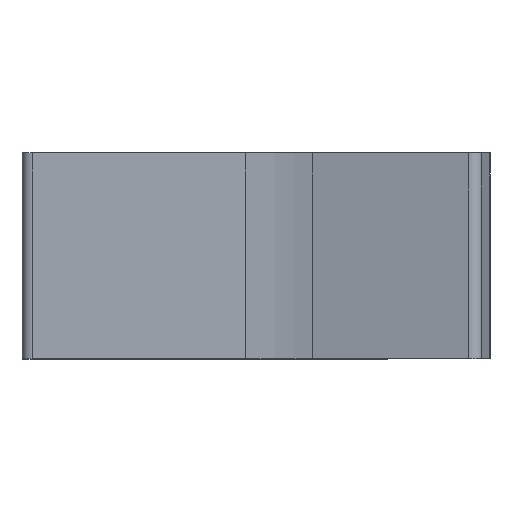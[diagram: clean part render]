
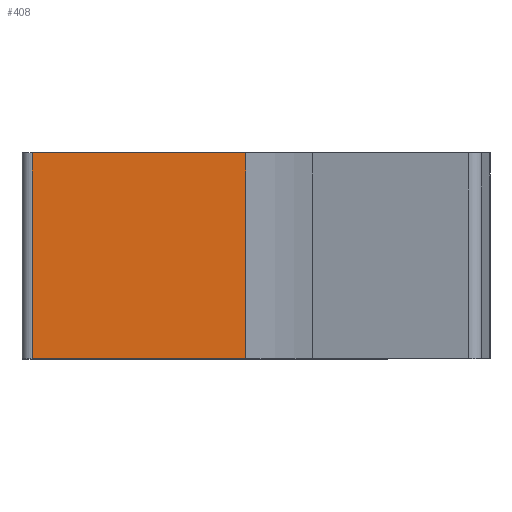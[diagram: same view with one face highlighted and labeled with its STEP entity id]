
A CAD part, top view. The second image highlights one B-rep face of the part: STEP entity #408.
In plain terms, the highlighted free-form (B-spline) face has degree [1, 1] with [2, 2] control points.
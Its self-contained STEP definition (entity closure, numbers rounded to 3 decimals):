
#61 = VERTEX_POINT('',#62);
#62 = CARTESIAN_POINT('',(16.63,-18.059,21.22
    ));
#68 = EDGE_CURVE('',#69,#61,#71,.T.);
#69 = VERTEX_POINT('',#70);
#70 = CARTESIAN_POINT('',(-20.768,-18.059,21.22
    ));
#71 = B_SPLINE_CURVE_WITH_KNOTS('',1,(#72,#73),.UNSPECIFIED.,.F.,.F.,(2,
    2),(2.,43.417),.PIECEWISE_BEZIER_KNOTS.);
#72 = CARTESIAN_POINT('',(-20.768,-18.059,21.22
    ));
#73 = CARTESIAN_POINT('',(16.63,-18.059,21.22
    ));
#408 = ADVANCED_FACE('',(#409),#431,.T.);
#409 = FACE_BOUND('',#410,.T.);
#410 = EDGE_LOOP('',(#411,#420,#425,#426));
#411 = ORIENTED_EDGE('',*,*,#412,.F.);
#412 = EDGE_CURVE('',#413,#415,#417,.T.);
#413 = VERTEX_POINT('',#414);
#414 = CARTESIAN_POINT('',(-20.768,18.059,
    21.22));
#415 = VERTEX_POINT('',#416);
#416 = CARTESIAN_POINT('',(16.63,18.059,
    21.22));
#417 = B_SPLINE_CURVE_WITH_KNOTS('',1,(#418,#419),.UNSPECIFIED.,.F.,.F.,
  (2,2),(2.,43.417),.PIECEWISE_BEZIER_KNOTS.);
#418 = CARTESIAN_POINT('',(-20.768,18.059,
    21.22));
#419 = CARTESIAN_POINT('',(16.63,18.059,
    21.22));
#420 = ORIENTED_EDGE('',*,*,#421,.F.);
#421 = EDGE_CURVE('',#69,#413,#422,.T.);
#422 = B_SPLINE_CURVE_WITH_KNOTS('',1,(#423,#424),.UNSPECIFIED.,.F.,.F.,
  (2,2),(0.,40.),.PIECEWISE_BEZIER_KNOTS.);
#423 = CARTESIAN_POINT('',(-20.768,-18.059,
    21.22));
#424 = CARTESIAN_POINT('',(-20.768,18.059,
    21.22));
#425 = ORIENTED_EDGE('',*,*,#68,.T.);
#426 = ORIENTED_EDGE('',*,*,#427,.T.);
#427 = EDGE_CURVE('',#61,#415,#428,.T.);
#428 = B_SPLINE_CURVE_WITH_KNOTS('',1,(#429,#430),.UNSPECIFIED.,.F.,.F.,
  (2,2),(-40.,0.),.PIECEWISE_BEZIER_KNOTS.);
#429 = CARTESIAN_POINT('',(16.63,-18.059,
    21.22));
#430 = CARTESIAN_POINT('',(16.63,18.059,
    21.22));
#431 = B_SPLINE_SURFACE_WITH_KNOTS('',1,1,(
    (#432,#433)
    ,(#434,#435
    )),.UNSPECIFIED.,.F.,.F.,.F.,(2,2),(2,2),(2.,43.417),(0.,40.
    ),.PIECEWISE_BEZIER_KNOTS.);
#432 = CARTESIAN_POINT('',(-20.768,-18.059,
    21.22));
#433 = CARTESIAN_POINT('',(-20.768,18.059,
    21.22));
#434 = CARTESIAN_POINT('',(16.63,-18.059,
    21.22));
#435 = CARTESIAN_POINT('',(16.63,18.059,
    21.22));
